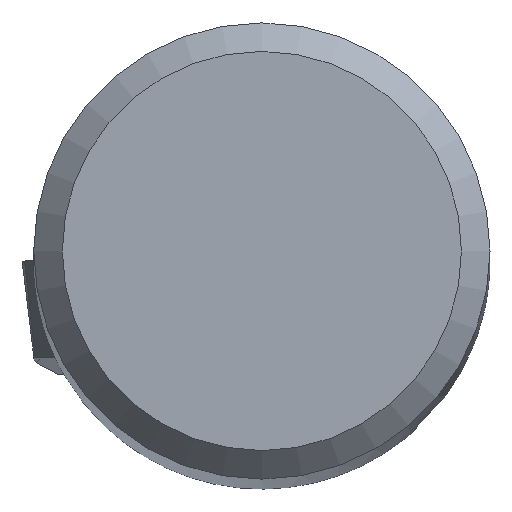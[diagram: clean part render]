
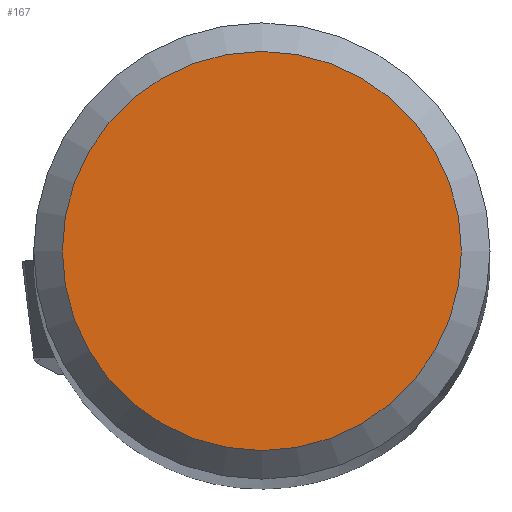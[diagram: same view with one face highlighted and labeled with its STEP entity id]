
A CAD part, top view. The second image highlights one B-rep face of the part: STEP entity #167.
In plain terms, the highlighted planar face has unit normal (0, 0, 1).
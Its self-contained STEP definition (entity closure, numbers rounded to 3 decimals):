
#146=CIRCLE('',#644,3.494);
#167=ADVANCED_FACE('',(#205),#185,.F.);
#185=PLANE('',#645);
#205=FACE_OUTER_BOUND('',#237,.T.);
#237=EDGE_LOOP('',(#340));
#340=ORIENTED_EDGE('',*,*,#463,.T.);
#405=VERTEX_POINT('',#1041);
#463=EDGE_CURVE('',#405,#405,#146,.T.);
#644=AXIS2_PLACEMENT_3D('',#1040,#777,#778);
#645=AXIS2_PLACEMENT_3D('',#1042,#779,#780);
#777=DIRECTION('',(0.,0.,1.));
#778=DIRECTION('',(-1.,0.,0.));
#779=DIRECTION('',(0.,0.,-1.));
#780=DIRECTION('',(-1.,0.,0.));
#1040=CARTESIAN_POINT('',(0.,0.,
0.));
#1041=CARTESIAN_POINT('',(-3.494,0.,0.));
#1042=CARTESIAN_POINT('',(-2.,0.,0.));
